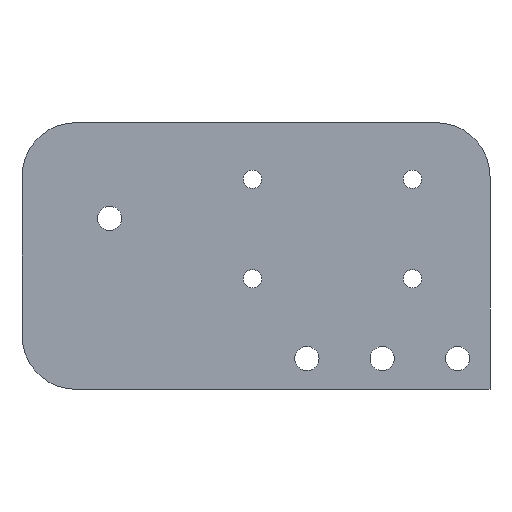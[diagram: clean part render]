
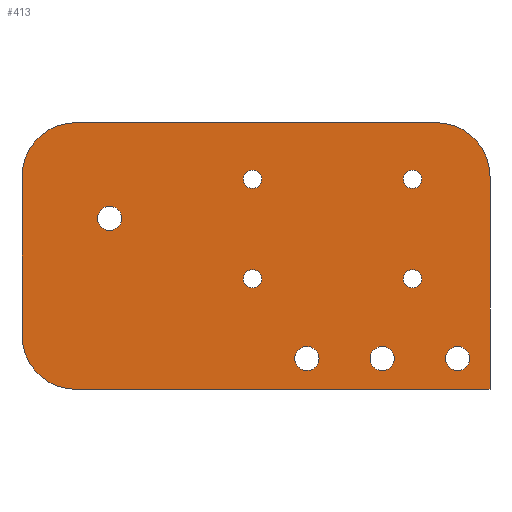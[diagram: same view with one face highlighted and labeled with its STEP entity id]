
A CAD part, left-side view. The second image highlights one B-rep face of the part: STEP entity #413.
In plain terms, the highlighted planar face has unit normal (-1, 0, 0).
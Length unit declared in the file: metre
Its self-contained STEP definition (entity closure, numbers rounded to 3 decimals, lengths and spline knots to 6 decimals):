
#27=FACE_BOUND('',#91,.T.);
#28=FACE_BOUND('',#92,.T.);
#29=FACE_BOUND('',#93,.T.);
#30=FACE_BOUND('',#94,.T.);
#31=FACE_BOUND('',#95,.T.);
#32=FACE_BOUND('',#96,.T.);
#33=FACE_BOUND('',#97,.T.);
#34=FACE_BOUND('',#98,.T.);
#42=PLANE('',#470);
#62=FACE_OUTER_BOUND('',#90,.T.);
#90=EDGE_LOOP('',(#363,#364,#365,#366,#367,#368,#369));
#91=EDGE_LOOP('',(#370));
#92=EDGE_LOOP('',(#371));
#93=EDGE_LOOP('',(#372));
#94=EDGE_LOOP('',(#373));
#95=EDGE_LOOP('',(#374));
#96=EDGE_LOOP('',(#375));
#97=EDGE_LOOP('',(#376));
#98=EDGE_LOOP('',(#377));
#106=LINE('',#628,#138);
#119=LINE('',#673,#151);
#130=LINE('',#703,#162);
#131=LINE('',#705,#163);
#138=VECTOR('',#509,0.01);
#151=VECTOR('',#556,0.01);
#162=VECTOR('',#587,0.01);
#163=VECTOR('',#590,0.01);
#164=CIRCLE('',#431,0.0017);
#166=CIRCLE('',#434,0.0017);
#168=CIRCLE('',#437,0.0017);
#170=CIRCLE('',#440,0.0017);
#173=CIRCLE('',#445,0.01);
#178=CIRCLE('',#452,0.01);
#179=CIRCLE('',#454,0.00225);
#180=CIRCLE('',#456,0.00225);
#181=CIRCLE('',#458,0.00225);
#182=CIRCLE('',#461,0.00225);
#185=CIRCLE('',#465,0.01);
#186=VERTEX_POINT('',#598);
#188=VERTEX_POINT('',#604);
#190=VERTEX_POINT('',#610);
#192=VERTEX_POINT('',#616);
#196=VERTEX_POINT('',#625);
#197=VERTEX_POINT('',#627);
#200=VERTEX_POINT('',#634);
#201=VERTEX_POINT('',#636);
#209=VERTEX_POINT('',#657);
#210=VERTEX_POINT('',#661);
#211=VERTEX_POINT('',#665);
#212=VERTEX_POINT('',#669);
#213=VERTEX_POINT('',#675);
#215=VERTEX_POINT('',#681);
#218=VERTEX_POINT('',#686);
#222=EDGE_CURVE('',#186,#186,#164,.T.);
#225=EDGE_CURVE('',#188,#188,#166,.T.);
#228=EDGE_CURVE('',#190,#190,#168,.T.);
#231=EDGE_CURVE('',#192,#192,#170,.T.);
#236=EDGE_CURVE('',#196,#197,#106,.T.);
#240=EDGE_CURVE('',#200,#201,#173,.T.);
#252=EDGE_CURVE('',#209,#196,#178,.T.);
#253=EDGE_CURVE('',#210,#210,#179,.T.);
#255=EDGE_CURVE('',#211,#211,#180,.T.);
#257=EDGE_CURVE('',#212,#212,#181,.T.);
#259=EDGE_CURVE('',#200,#197,#119,.T.);
#260=EDGE_CURVE('',#213,#213,#182,.T.);
#266=EDGE_CURVE('',#218,#215,#185,.T.);
#274=EDGE_CURVE('',#201,#218,#130,.T.);
#275=EDGE_CURVE('',#215,#209,#131,.T.);
#363=ORIENTED_EDGE('',*,*,#275,.F.);
#364=ORIENTED_EDGE('',*,*,#266,.F.);
#365=ORIENTED_EDGE('',*,*,#274,.F.);
#366=ORIENTED_EDGE('',*,*,#240,.F.);
#367=ORIENTED_EDGE('',*,*,#259,.T.);
#368=ORIENTED_EDGE('',*,*,#236,.F.);
#369=ORIENTED_EDGE('',*,*,#252,.F.);
#370=ORIENTED_EDGE('',*,*,#222,.T.);
#371=ORIENTED_EDGE('',*,*,#225,.T.);
#372=ORIENTED_EDGE('',*,*,#228,.T.);
#373=ORIENTED_EDGE('',*,*,#231,.T.);
#374=ORIENTED_EDGE('',*,*,#257,.T.);
#375=ORIENTED_EDGE('',*,*,#255,.T.);
#376=ORIENTED_EDGE('',*,*,#253,.T.);
#377=ORIENTED_EDGE('',*,*,#260,.T.);
#413=ADVANCED_FACE('',(#62,#27,#28,#29,#30,#31,#32,#33,#34),#42,.T.);
#431=AXIS2_PLACEMENT_3D('',#599,#479,#480);
#434=AXIS2_PLACEMENT_3D('',#605,#486,#487);
#437=AXIS2_PLACEMENT_3D('',#611,#493,#494);
#440=AXIS2_PLACEMENT_3D('',#617,#500,#501);
#445=AXIS2_PLACEMENT_3D('',#637,#516,#517);
#452=AXIS2_PLACEMENT_3D('',#659,#537,#538);
#454=AXIS2_PLACEMENT_3D('',#662,#541,#542);
#456=AXIS2_PLACEMENT_3D('',#666,#546,#547);
#458=AXIS2_PLACEMENT_3D('',#670,#551,#552);
#461=AXIS2_PLACEMENT_3D('',#676,#559,#560);
#465=AXIS2_PLACEMENT_3D('',#688,#570,#571);
#470=AXIS2_PLACEMENT_3D('',#704,#588,#589);
#479=DIRECTION('center_axis',(1.,0.,0.));
#480=DIRECTION('ref_axis',(0.,-1.,0.));
#486=DIRECTION('center_axis',(1.,0.,0.));
#487=DIRECTION('ref_axis',(0.,-1.,0.));
#493=DIRECTION('center_axis',(1.,0.,0.));
#494=DIRECTION('ref_axis',(0.,-1.,0.));
#500=DIRECTION('center_axis',(1.,0.,0.));
#501=DIRECTION('ref_axis',(0.,-1.,0.));
#509=DIRECTION('',(0.,0.,-1.));
#516=DIRECTION('center_axis',(1.,0.,0.));
#517=DIRECTION('ref_axis',(0.,0.707,-0.707));
#537=DIRECTION('center_axis',(1.,0.,0.));
#538=DIRECTION('ref_axis',(0.,-0.707,0.707));
#541=DIRECTION('center_axis',(1.,0.,0.));
#542=DIRECTION('ref_axis',(0.,-1.,0.));
#546=DIRECTION('center_axis',(1.,0.,0.));
#547=DIRECTION('ref_axis',(0.,-1.,0.));
#551=DIRECTION('center_axis',(1.,0.,0.));
#552=DIRECTION('ref_axis',(0.,-1.,0.));
#556=DIRECTION('',(0.,-1.,0.));
#559=DIRECTION('center_axis',(1.,0.,0.));
#560=DIRECTION('ref_axis',(0.,-1.,0.));
#570=DIRECTION('center_axis',(1.,0.,0.));
#571=DIRECTION('ref_axis',(0.,0.707,0.707));
#587=DIRECTION('',(0.,0.,1.));
#588=DIRECTION('center_axis',(-1.,0.,0.));
#589=DIRECTION('ref_axis',(0.,0.,1.));
#590=DIRECTION('',(0.,-1.,0.));
#598=CARTESIAN_POINT('',(-0.014874,-0.451734,-0.10694));
#599=CARTESIAN_POINT('Origin',(-0.014874,-0.453434,-0.10694));
#604=CARTESIAN_POINT('',(-0.014874,-0.422007,-0.10694));
#605=CARTESIAN_POINT('Origin',(-0.014874,-0.423707,-0.10694));
#610=CARTESIAN_POINT('',(-0.014874,-0.422007,-0.12541));
#611=CARTESIAN_POINT('Origin',(-0.014874,-0.423707,-0.12541));
#616=CARTESIAN_POINT('',(-0.014874,-0.451734,-0.12541));
#617=CARTESIAN_POINT('Origin',(-0.014874,-0.453434,-0.12541));
#625=CARTESIAN_POINT('',(-0.014874,-0.467834,-0.10641));
#627=CARTESIAN_POINT('',(-0.014874,-0.467834,-0.14594));
#628=CARTESIAN_POINT('',(-0.014874,-0.467834,-0.130383));
#634=CARTESIAN_POINT('',(-0.014874,-0.390877,-0.14594));
#636=CARTESIAN_POINT('',(-0.014874,-0.380877,-0.13594));
#637=CARTESIAN_POINT('Origin',(-0.014874,-0.390877,-0.13594));
#657=CARTESIAN_POINT('',(-0.014874,-0.457834,-0.09641));
#659=CARTESIAN_POINT('Origin',(-0.014874,-0.457834,-0.10641));
#661=CARTESIAN_POINT('',(-0.014874,-0.459565,-0.140225));
#662=CARTESIAN_POINT('Origin',(-0.014874,-0.461815,-0.140225));
#665=CARTESIAN_POINT('',(-0.014874,-0.431565,-0.140225));
#666=CARTESIAN_POINT('Origin',(-0.014874,-0.433815,-0.140225));
#669=CARTESIAN_POINT('',(-0.014874,-0.445565,-0.140225));
#670=CARTESIAN_POINT('Origin',(-0.014874,-0.447815,-0.140225));
#673=CARTESIAN_POINT('',(-0.014874,-0.590977,-0.14594));
#675=CARTESIAN_POINT('',(-0.014874,-0.394907,-0.11419));
#676=CARTESIAN_POINT('Origin',(-0.014874,-0.397157,-0.11419));
#681=CARTESIAN_POINT('',(-0.014874,-0.390877,-0.09641));
#686=CARTESIAN_POINT('',(-0.014874,-0.380877,-0.10641));
#688=CARTESIAN_POINT('Origin',(-0.014874,-0.390877,-0.10641));
#703=CARTESIAN_POINT('',(-0.014874,-0.380877,-0.14594));
#704=CARTESIAN_POINT('Origin',(-0.014874,-0.590977,-0.13959));
#705=CARTESIAN_POINT('',(-0.014874,-0.380877,-0.09641));
